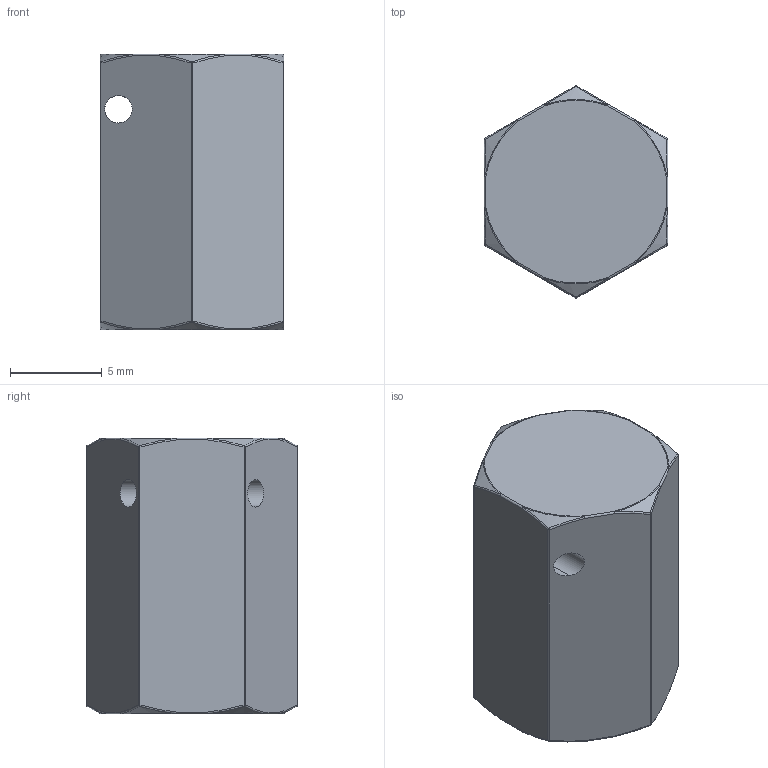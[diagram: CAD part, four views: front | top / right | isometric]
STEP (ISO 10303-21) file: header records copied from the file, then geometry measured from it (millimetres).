
FILE_DESCRIPTION (( 'STEP AP203' ), '1' );
FILE_NAME ('KIT0004103995.step', '2014-07-31T14:58:51', ( 'User' ), ( '' ), 'SwSTEP 2.0', 'SolidWorks 2014', '' );
FILE_SCHEMA (( 'CONFIG_CONTROL_DESIGN' ));
Length unit declared in the file: millimetre
Products named in the file (1): KIT0004103995
Bounding box: 10 x 11.52 x 15 mm (x, y, z)
Volume: 1037.3 mm3; surface area: 898.2 mm2
Topology: 1 solids, 1 shells, 120 faces, 248 edges, 125 vertices
Faces by surface type: sphere 36, bspline 24, cylinder 22, cone 16, torus 14, plane 8
Entity records: 3317 total; most frequent: CARTESIAN_POINT 900, DIRECTION 522, ORIENTED_EDGE 476, AXIS2_PLACEMENT_3D 239, EDGE_CURVE 238, CIRCLE 142, EDGE_LOOP 123, VERTEX_POINT 121
